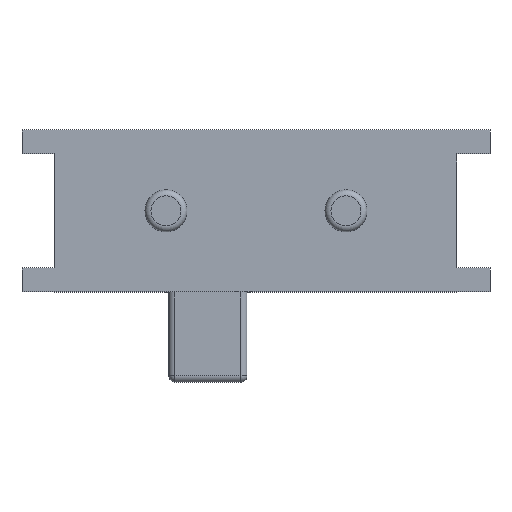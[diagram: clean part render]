
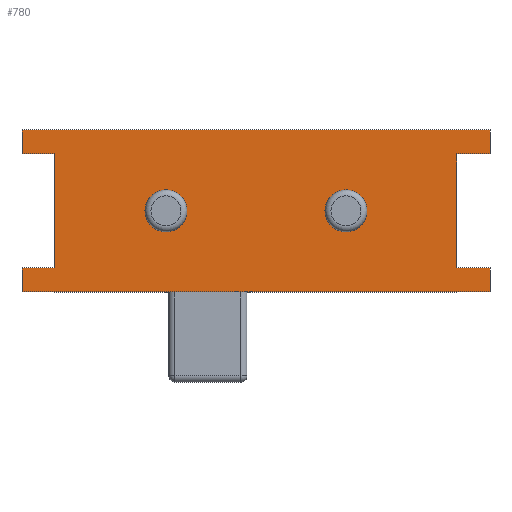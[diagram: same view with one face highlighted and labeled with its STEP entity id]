
A CAD part, top view. The second image highlights one B-rep face of the part: STEP entity #780.
In plain terms, the highlighted planar face has unit normal (0, 0, 1).
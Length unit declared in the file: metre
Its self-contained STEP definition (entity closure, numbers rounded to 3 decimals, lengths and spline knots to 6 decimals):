
#21=CIRCLE('',#846,0.00035);
#22=CIRCLE('',#847,0.00035);
#105=ORIENTED_EDGE('',*,*,#311,.T.);
#106=ORIENTED_EDGE('',*,*,#312,.T.);
#107=ORIENTED_EDGE('',*,*,#313,.T.);
#108=ORIENTED_EDGE('',*,*,#314,.T.);
#109=ORIENTED_EDGE('',*,*,#315,.T.);
#110=ORIENTED_EDGE('',*,*,#316,.T.);
#111=ORIENTED_EDGE('',*,*,#317,.T.);
#112=ORIENTED_EDGE('',*,*,#318,.T.);
#113=ORIENTED_EDGE('',*,*,#291,.T.);
#114=ORIENTED_EDGE('',*,*,#299,.T.);
#115=ORIENTED_EDGE('',*,*,#302,.T.);
#116=ORIENTED_EDGE('',*,*,#310,.T.);
#117=ORIENTED_EDGE('',*,*,#319,.T.);
#118=ORIENTED_EDGE('',*,*,#320,.T.);
#291=EDGE_CURVE('',#396,#397,#468,.T.);
#299=EDGE_CURVE('',#397,#404,#476,.T.);
#302=EDGE_CURVE('',#404,#406,#479,.T.);
#310=EDGE_CURVE('',#406,#411,#487,.T.);
#311=EDGE_CURVE('',#412,#412,#21,.T.);
#312=EDGE_CURVE('',#413,#413,#22,.T.);
#313=EDGE_CURVE('',#414,#415,#488,.T.);
#314=EDGE_CURVE('',#415,#416,#489,.T.);
#315=EDGE_CURVE('',#416,#417,#490,.T.);
#316=EDGE_CURVE('',#417,#418,#491,.T.);
#317=EDGE_CURVE('',#418,#419,#492,.T.);
#318=EDGE_CURVE('',#419,#396,#493,.T.);
#319=EDGE_CURVE('',#411,#420,#494,.T.);
#320=EDGE_CURVE('',#420,#414,#495,.T.);
#396=VERTEX_POINT('',#1181);
#397=VERTEX_POINT('',#1182);
#404=VERTEX_POINT('',#1198);
#406=VERTEX_POINT('',#1204);
#411=VERTEX_POINT('',#1217);
#412=VERTEX_POINT('',#1221);
#413=VERTEX_POINT('',#1223);
#414=VERTEX_POINT('',#1225);
#415=VERTEX_POINT('',#1226);
#416=VERTEX_POINT('',#1228);
#417=VERTEX_POINT('',#1230);
#418=VERTEX_POINT('',#1232);
#419=VERTEX_POINT('',#1234);
#420=VERTEX_POINT('',#1237);
#468=LINE('',#1180,#556);
#476=LINE('',#1197,#564);
#479=LINE('',#1203,#567);
#487=LINE('',#1218,#575);
#488=LINE('',#1224,#576);
#489=LINE('',#1227,#577);
#490=LINE('',#1229,#578);
#491=LINE('',#1231,#579);
#492=LINE('',#1233,#580);
#493=LINE('',#1235,#581);
#494=LINE('',#1236,#582);
#495=LINE('',#1238,#583);
#556=VECTOR('',#942,1.);
#564=VECTOR('',#952,1.);
#567=VECTOR('',#957,1.);
#575=VECTOR('',#967,1.);
#576=VECTOR('',#974,1.);
#577=VECTOR('',#975,1.);
#578=VECTOR('',#976,1.);
#579=VECTOR('',#977,1.);
#580=VECTOR('',#978,1.);
#581=VECTOR('',#979,1.);
#582=VECTOR('',#980,1.);
#583=VECTOR('',#981,1.);
#636=EDGE_LOOP('',(#105));
#637=EDGE_LOOP('',(#106));
#638=EDGE_LOOP('',(#107,#108,#109,#110,#111,#112,#113,#114,#115,#116,#117,
#118));
#692=FACE_BOUND('',#636,.T.);
#693=FACE_BOUND('',#637,.T.);
#694=FACE_BOUND('',#638,.T.);
#746=PLANE('',#845);
#780=ADVANCED_FACE('',(#692,#693,#694),#746,.F.);
#845=AXIS2_PLACEMENT_3D('',#1219,#968,#969);
#846=AXIS2_PLACEMENT_3D('',#1220,#970,#971);
#847=AXIS2_PLACEMENT_3D('',#1222,#972,#973);
#942=DIRECTION('',(1.,0.,0.));
#952=DIRECTION('',(0.,1.,0.));
#957=DIRECTION('',(-1.,0.,0.));
#967=DIRECTION('',(0.,1.,0.));
#968=DIRECTION('',(0.,0.,-1.));
#969=DIRECTION('',(0.,1.,0.));
#970=DIRECTION('',(0.,0.,-1.));
#971=DIRECTION('',(-1.,0.,0.));
#972=DIRECTION('',(0.,0.,-1.));
#973=DIRECTION('',(-1.,0.,0.));
#974=DIRECTION('',(-1.,0.,0.));
#975=DIRECTION('',(0.,-1.,0.));
#976=DIRECTION('',(1.,0.,0.));
#977=DIRECTION('',(0.,-1.,0.));
#978=DIRECTION('',(-1.,0.,0.));
#979=DIRECTION('',(0.,-1.,0.));
#980=DIRECTION('',(1.,0.,0.));
#981=DIRECTION('',(0.,1.,0.));
#1180=CARTESIAN_POINT('',(-0.0067,-0.0027,0.));
#1181=CARTESIAN_POINT('',(-0.00725,-0.0027,0.));
#1182=CARTESIAN_POINT('',(0.00055,-0.0027,0.));
#1197=CARTESIAN_POINT('',(0.00055,-0.0027,0.));
#1198=CARTESIAN_POINT('',(0.00055,-0.0023,0.));
#1203=CARTESIAN_POINT('',(0.00055,-0.0023,0.));
#1204=CARTESIAN_POINT('',(0.,-0.0023,0.));
#1217=CARTESIAN_POINT('',(0.,-0.0004,0.));
#1218=CARTESIAN_POINT('',(0.,-0.0027,0.));
#1219=CARTESIAN_POINT('',(-0.00335,-0.00135,0.));
#1220=CARTESIAN_POINT('',(-0.00485,-0.00135,0.));
#1221=CARTESIAN_POINT('',(-0.0052,-0.00135,0.));
#1222=CARTESIAN_POINT('',(-0.00185,-0.00135,0.));
#1223=CARTESIAN_POINT('',(-0.0022,-0.00135,0.));
#1224=CARTESIAN_POINT('',(0.,0.,0.));
#1225=CARTESIAN_POINT('',(0.00055,0.,0.));
#1226=CARTESIAN_POINT('',(-0.00725,0.,0.));
#1227=CARTESIAN_POINT('',(-0.00725,0.,0.));
#1228=CARTESIAN_POINT('',(-0.00725,-0.0004,0.));
#1229=CARTESIAN_POINT('',(-0.00725,-0.0004,0.));
#1230=CARTESIAN_POINT('',(-0.0067,-0.0004,0.));
#1231=CARTESIAN_POINT('',(-0.0067,0.,0.));
#1232=CARTESIAN_POINT('',(-0.0067,-0.0023,0.));
#1233=CARTESIAN_POINT('',(-0.0067,-0.0023,0.));
#1234=CARTESIAN_POINT('',(-0.00725,-0.0023,0.));
#1235=CARTESIAN_POINT('',(-0.00725,-0.0023,0.));
#1236=CARTESIAN_POINT('',(0.,-0.0004,0.));
#1237=CARTESIAN_POINT('',(0.00055,-0.0004,0.));
#1238=CARTESIAN_POINT('',(0.00055,-0.0004,0.));
